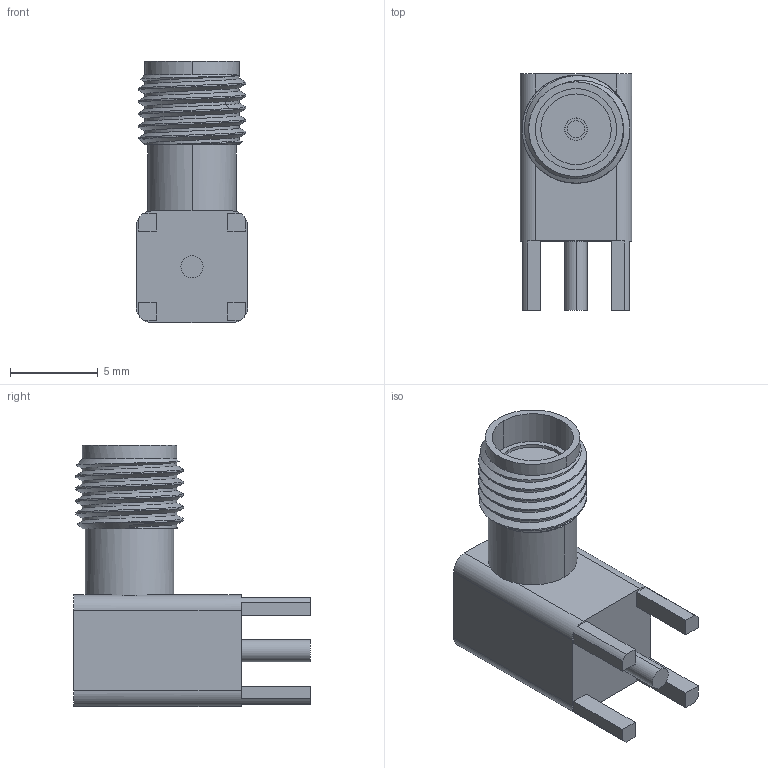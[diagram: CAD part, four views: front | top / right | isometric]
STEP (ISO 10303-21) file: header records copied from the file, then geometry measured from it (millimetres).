
FILE_DESCRIPTION((''),'2;1');
FILE_NAME('C-221790-1','2009-08-25T',('workeradm'),(''),'PRO/ENGINEER BY PARAMETRIC TECHNOLOGY CORPORATION, 2008380','PRO/ENGINEER BY PARAMETRIC TECHNOLOGY CORPORATION, 2008380','');
FILE_SCHEMA(('AUTOMOTIVE_DESIGN { 1 0 10303 214 1 1 1 1 }'));
Length unit declared in the file: millimetre
Products named in the file (1): C-221790-1
Bounding box: 6.35 x 13.46 x 14.86 mm (x, y, z)
Volume: 557.2 mm3; surface area: 617.8 mm2
Topology: 1 solids, 1 shells, 72 faces, 184 edges, 121 vertices
Faces by surface type: plane 36, cylinder 28, bspline 6, cone 2
Entity records: 4097 total; most frequent: CARTESIAN_POINT 2330, ORIENTED_EDGE 368, DIRECTION 341, EDGE_CURVE 184, AXIS2_PLACEMENT_3D 121, VERTEX_POINT 121, VECTOR 99, LINE 99
